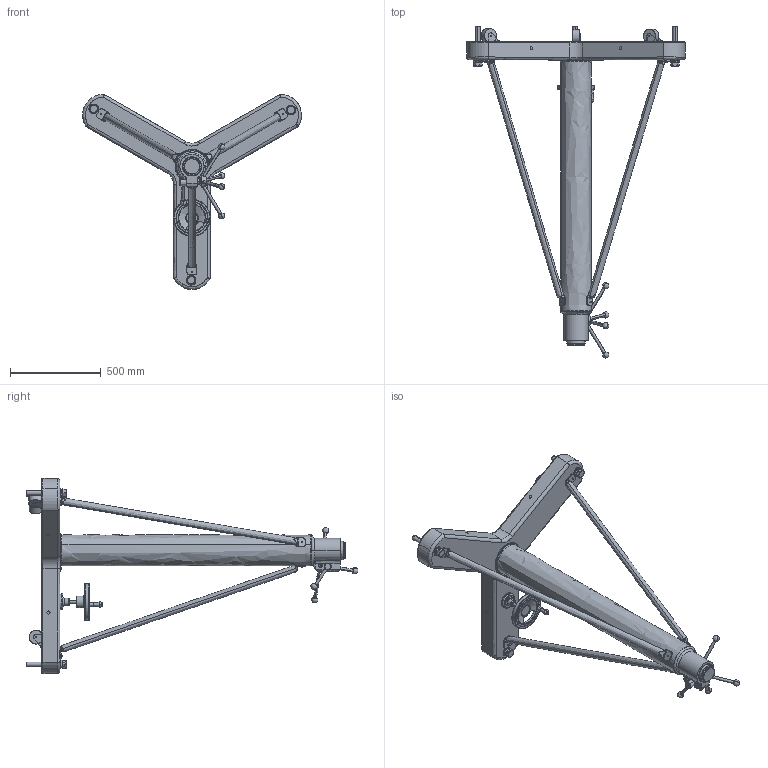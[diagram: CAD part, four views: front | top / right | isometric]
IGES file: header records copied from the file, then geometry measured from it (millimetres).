
Start section: SolidWorks IGES file using analytic representation for surfaces
Global section: file name: 232-0.IGS; native system: SolidWorks 2012; preprocessor: SolidWorks 2012; author: ewojnarowski; date: 121120.071532; units: inch
Bounding box: 1207.25 x 1831.1 x 1076.11 mm (x, y, z)
Surface area: 2845629.7 mm2 (no closed solid volume)
Topology: 0 solids, 0 shells, 801 faces, 14928 edges, 16875 vertices
Faces by surface type: revolution 402, bspline 399
